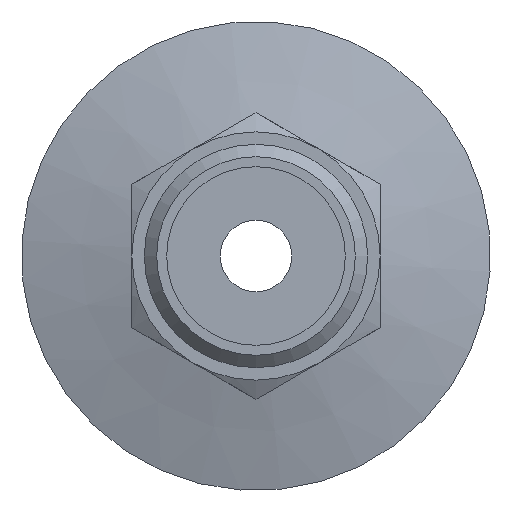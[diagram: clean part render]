
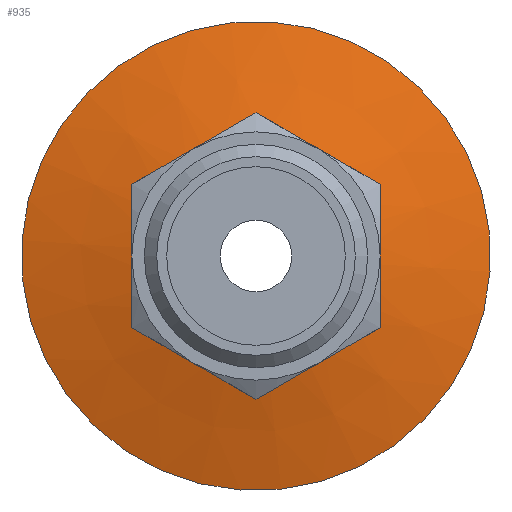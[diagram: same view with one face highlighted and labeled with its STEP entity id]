
A CAD part, front view. The second image highlights one B-rep face of the part: STEP entity #935.
In plain terms, the highlighted conical face has half-angle 75 degrees and reference radius 11.268 mm.
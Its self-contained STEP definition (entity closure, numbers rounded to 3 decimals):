
#38=CONICAL_SURFACE('',#1185,11.268,1.309);
#211=FACE_OUTER_BOUND('',#275,.T.);
#275=EDGE_LOOP('',(#709,#710,#711,#712,#713,#714));
#336=LINE('',#1687,#363);
#363=VECTOR('',#1393,11.268);
#397=CIRCLE('',#1181,15.);
#398=CIRCLE('',#1182,15.);
#401=CIRCLE('',#1186,7.536);
#402=CIRCLE('',#1187,7.536);
#468=VERTEX_POINT('',#1673);
#469=VERTEX_POINT('',#1674);
#472=VERTEX_POINT('',#1683);
#473=VERTEX_POINT('',#1684);
#559=EDGE_CURVE('',#468,#469,#397,.T.);
#560=EDGE_CURVE('',#469,#468,#398,.T.);
#564=EDGE_CURVE('',#472,#473,#401,.T.);
#565=EDGE_CURVE('',#473,#472,#402,.T.);
#566=EDGE_CURVE('',#473,#469,#336,.T.);
#709=ORIENTED_EDGE('',*,*,#564,.F.);
#710=ORIENTED_EDGE('',*,*,#565,.F.);
#711=ORIENTED_EDGE('',*,*,#566,.T.);
#712=ORIENTED_EDGE('',*,*,#560,.T.);
#713=ORIENTED_EDGE('',*,*,#559,.T.);
#714=ORIENTED_EDGE('',*,*,#566,.F.);
#935=ADVANCED_FACE('',(#211),#38,.T.);
#1181=AXIS2_PLACEMENT_3D('',#1675,#1378,#1379);
#1182=AXIS2_PLACEMENT_3D('',#1676,#1380,#1381);
#1185=AXIS2_PLACEMENT_3D('',#1682,#1387,#1388);
#1186=AXIS2_PLACEMENT_3D('',#1685,#1389,#1390);
#1187=AXIS2_PLACEMENT_3D('',#1686,#1391,#1392);
#1378=DIRECTION('center_axis',(0.,1.,0.));
#1379=DIRECTION('ref_axis',(1.,0.,0.));
#1380=DIRECTION('center_axis',(0.,1.,0.));
#1381=DIRECTION('ref_axis',(1.,0.,0.));
#1387=DIRECTION('center_axis',(0.,-1.,0.));
#1388=DIRECTION('ref_axis',(-1.,0.,0.));
#1389=DIRECTION('center_axis',(0.,1.,0.));
#1390=DIRECTION('ref_axis',(1.,0.,0.));
#1391=DIRECTION('center_axis',(0.,1.,0.));
#1392=DIRECTION('ref_axis',(1.,0.,0.));
#1393=DIRECTION('',(0.966,-0.259,0.));
#1673=CARTESIAN_POINT('',(-15.,3.,0.));
#1674=CARTESIAN_POINT('',(15.,3.,0.));
#1675=CARTESIAN_POINT('Origin',(0.,3.,0.));
#1676=CARTESIAN_POINT('Origin',(0.,3.,0.));
#1682=CARTESIAN_POINT('Origin',(0.,4.,0.));
#1683=CARTESIAN_POINT('',(-7.536,5.,0.));
#1684=CARTESIAN_POINT('',(7.536,5.,0.));
#1685=CARTESIAN_POINT('Origin',(0.,5.,0.));
#1686=CARTESIAN_POINT('Origin',(0.,5.,0.));
#1687=CARTESIAN_POINT('',(11.268,4.,0.));
